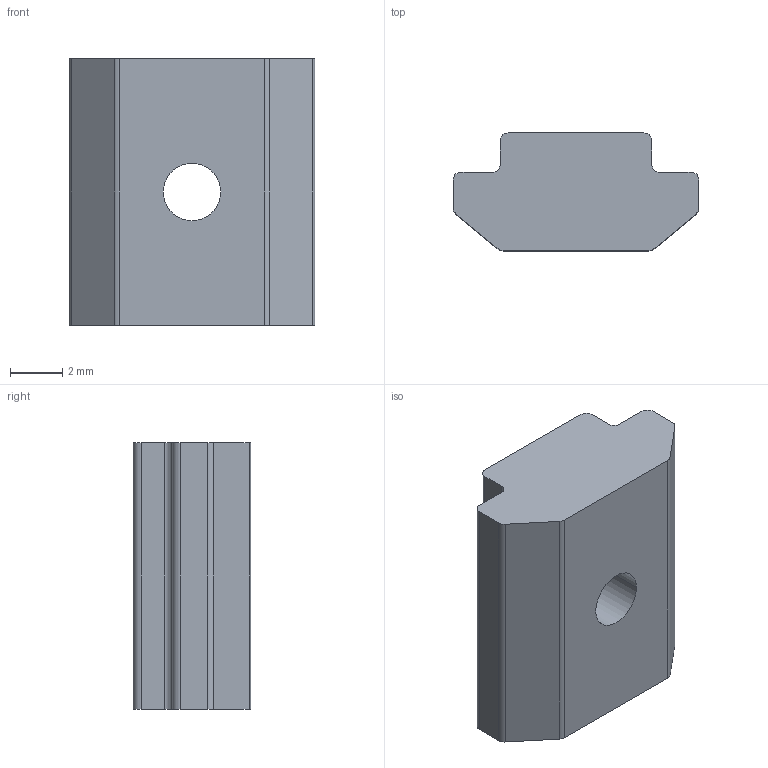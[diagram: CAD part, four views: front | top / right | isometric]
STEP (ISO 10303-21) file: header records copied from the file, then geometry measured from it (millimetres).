
FILE_DESCRIPTION (( 'STEP AP214' ), '1' );
FILE_NAME ('S34 Ñóõàðü ïàçîâûé Ì3, ïàç 6.STEP', '2019-09-20T13:28:12', ( 'Windows User' ), ( '' ), 'SwSTEP 2.0', 'SolidWorks 2019', '' );
FILE_SCHEMA (( 'AUTOMOTIVE_DESIGN' ));
Length unit declared in the file: millimetre
Products named in the file (1): S34 Ñóõàðü ïàçîâûé Ì3, ïàç 6
Bounding box: 9.4 x 4.5 x 10.2 mm (x, y, z)
Volume: 326.8 mm3; surface area: 344.7 mm2
Topology: 1 solids, 1 shells, 26 faces, 70 edges, 46 vertices
Faces by surface type: cylinder 12, plane 12, cone 2
Entity records: 884 total; most frequent: DIRECTION 150, CARTESIAN_POINT 143, ORIENTED_EDGE 140, EDGE_CURVE 70, AXIS2_PLACEMENT_3D 53, VERTEX_POINT 46, LINE 44, VECTOR 44
